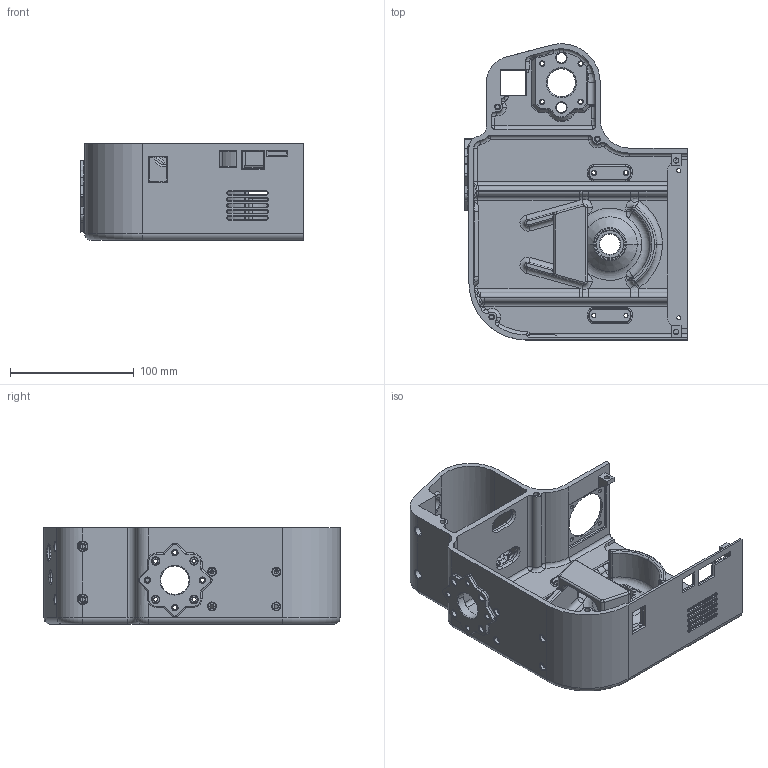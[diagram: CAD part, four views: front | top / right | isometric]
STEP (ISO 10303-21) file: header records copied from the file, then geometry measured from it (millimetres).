
FILE_DESCRIPTION (( 'STEP AP214' ), '1' );
FILE_NAME ('Box.STEP', '2024-12-08T11:10:43', ( '' ), ( '' ), 'SwSTEP 2.0', 'SolidWorks 2024', '' );
FILE_SCHEMA (( 'AUTOMOTIVE_DESIGN' ));
Length unit declared in the file: millimetre
Products named in the file (1): Box
Bounding box: 180.21 x 239.28 x 77.8 mm (x, y, z)
Volume: 451717.6 mm3; surface area: 188278.3 mm2
Topology: 1 solids, 1 shells, 983 faces, 2407 edges, 1434 vertices
Faces by surface type: cylinder 366, plane 221, cone 141, torus 124, bspline 112, sphere 19
Entity records: 36250 total; most frequent: CARTESIAN_POINT 13274, DIRECTION 4970, ORIENTED_EDGE 4772, EDGE_CURVE 2386, AXIS2_PLACEMENT_3D 1991, VERTEX_POINT 1434, CIRCLE 1119, EDGE_LOOP 1118
